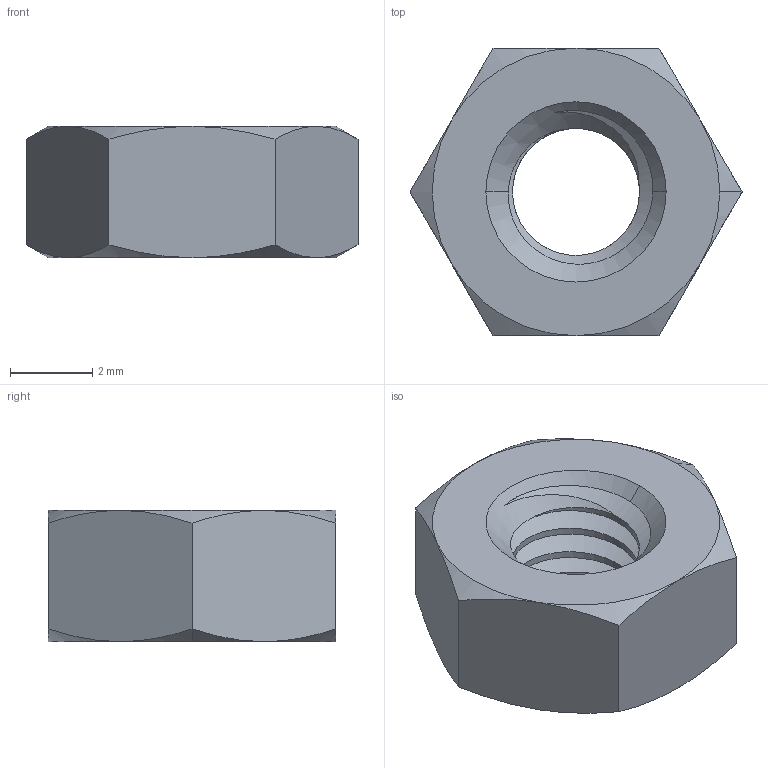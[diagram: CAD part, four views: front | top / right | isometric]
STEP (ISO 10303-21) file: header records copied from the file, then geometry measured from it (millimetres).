
FILE_DESCRIPTION (( 'STEP AP214' ), '1' );
FILE_NAME ('M4 Nut.STEP', '2019-05-01T13:48:31', ( '' ), ( '' ), 'SwSTEP 2.0', 'SolidWorks 2018', '' );
FILE_SCHEMA (( 'AUTOMOTIVE_DESIGN' ));
Length unit declared in the file: millimetre
Products named in the file (1): M4 Nut
Bounding box: 8.08 x 7 x 3.2 mm (x, y, z)
Volume: 102.3 mm3; surface area: 189 mm2
Topology: 1 solids, 1 shells, 36 faces, 87 edges, 53 vertices
Faces by surface type: cone 19, plane 8, cylinder 7, bspline 2
Entity records: 1629 total; most frequent: CARTESIAN_POINT 852, ORIENTED_EDGE 174, DIRECTION 131, EDGE_CURVE 87, AXIS2_PLACEMENT_3D 56, VERTEX_POINT 53, EDGE_LOOP 38, FACE_OUTER_BOUND 36
